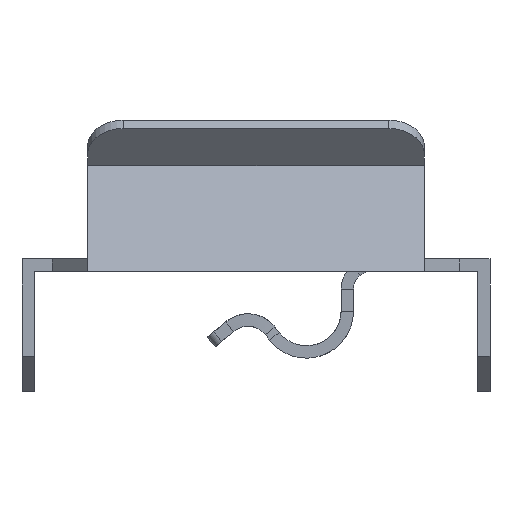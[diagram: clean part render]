
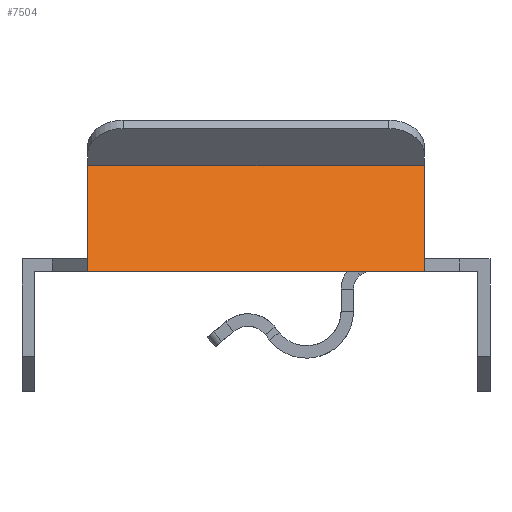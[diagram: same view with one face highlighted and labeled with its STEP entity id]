
A CAD part, front view. The second image highlights one B-rep face of the part: STEP entity #7504.
In plain terms, the highlighted planar face has unit normal (0, -0.92, 0.391).
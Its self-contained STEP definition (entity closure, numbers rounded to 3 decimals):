
#2045=DIRECTION('',(0.,-0.391,-0.921));
#2046=VECTOR('',#2045,6.472);
#2047=CARTESIAN_POINT('',(9.846,-19.487,5.957));
#2048=LINE('',#2047,#2046);
#2257=DIRECTION('',(0.,0.391,0.921));
#2258=VECTOR('',#2257,6.472);
#2259=CARTESIAN_POINT('',(-9.154,-22.016,
0.));
#2260=LINE('',#2259,#2258);
#2285=DIRECTION('',(-1.,0.,0.));
#2286=VECTOR('',#2285,19.);
#2287=CARTESIAN_POINT('',(9.846,-19.487,5.957));
#2288=LINE('',#2287,#2286);
#2289=DIRECTION('',(1.,0.,0.));
#2290=VECTOR('',#2289,19.);
#2291=CARTESIAN_POINT('',(-9.154,-22.016,
0.));
#2292=LINE('',#2291,#2290);
#2421=CARTESIAN_POINT('',(-9.154,-22.016,
0.));
#2422=CARTESIAN_POINT('',(9.846,-22.016,
0.));
#2423=VERTEX_POINT('',#2421);
#2424=VERTEX_POINT('',#2422);
#2521=CARTESIAN_POINT('',(9.846,-19.487,5.957));
#2522=VERTEX_POINT('',#2521);
#2531=CARTESIAN_POINT('',(-9.154,-19.487,
5.957));
#2533=VERTEX_POINT('',#2531);
#7492=CARTESIAN_POINT('',(0.346,-20.751,
2.979));
#7493=DIRECTION('',(0.,0.921,-0.391));
#7494=DIRECTION('',(1.,0.,0.));
#7495=AXIS2_PLACEMENT_3D('',#7492,#7493,#7494);
#7496=PLANE('',#7495);
#7498=ORIENTED_EDGE('',*,*,#7497,.F.);
#7499=ORIENTED_EDGE('',*,*,#7135,.T.);
#7500=ORIENTED_EDGE('',*,*,#3109,.F.);
#7501=ORIENTED_EDGE('',*,*,#7476,.T.);
#7502=EDGE_LOOP('',(#7498,#7499,#7500,#7501));
#7503=FACE_OUTER_BOUND('',#7502,.F.);
#7504=ADVANCED_FACE('',(#7503),#7496,.F.);
#3109=EDGE_CURVE('',#2423,#2424,#2292,.T.);
#7135=EDGE_CURVE('',#2522,#2424,#2048,.T.);
#7476=EDGE_CURVE('',#2423,#2533,#2260,.T.);
#7497=EDGE_CURVE('',#2522,#2533,#2288,.T.);
